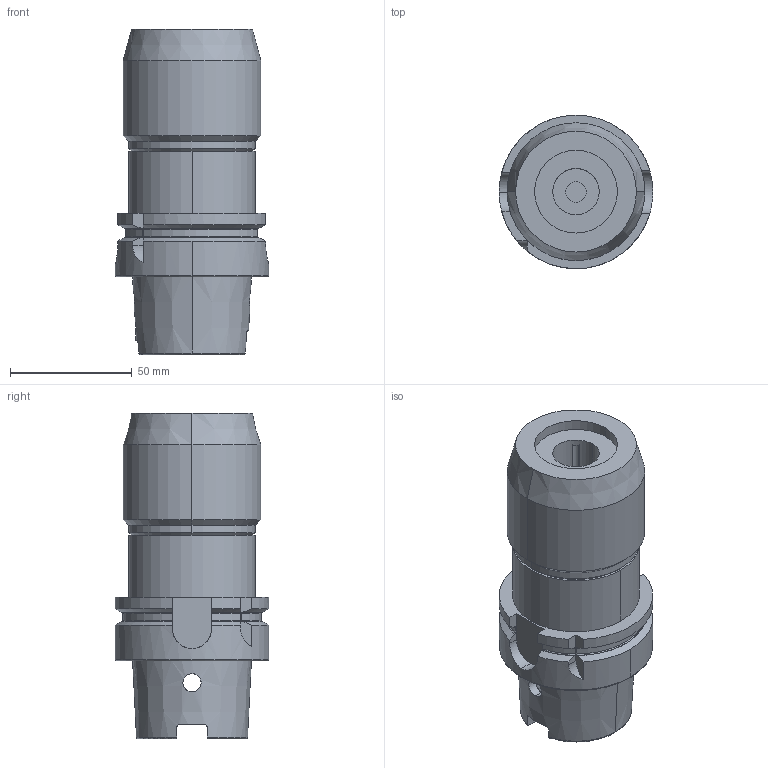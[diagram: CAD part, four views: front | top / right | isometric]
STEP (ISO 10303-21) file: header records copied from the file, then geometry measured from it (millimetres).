
FILE_DESCRIPTION (( 'STEP AP203' ), '1' );
FILE_NAME ('STP-33232G.STEP', '2018-07-04T08:24:39', ( '' ), ( '' ), 'SwSTEP 2.0', 'SolidWorks 2015', '' );
FILE_SCHEMA (( 'CONFIG_CONTROL_DESIGN' ));
Length unit declared in the file: millimetre
Products named in the file (1): STP-33232G
Bounding box: 63 x 63 x 133.6 mm (x, y, z)
Volume: 231214.3 mm3; surface area: 40840.4 mm2
Topology: 1 solids, 1 shells, 134 faces, 345 edges, 220 vertices
Faces by surface type: cylinder 52, plane 37, torus 24, cone 21
Entity records: 4719 total; most frequent: CARTESIAN_POINT 1352, DIRECTION 712, ORIENTED_EDGE 690, EDGE_CURVE 345, AXIS2_PLACEMENT_3D 296, VERTEX_POINT 220, CIRCLE 161, EDGE_LOOP 145
